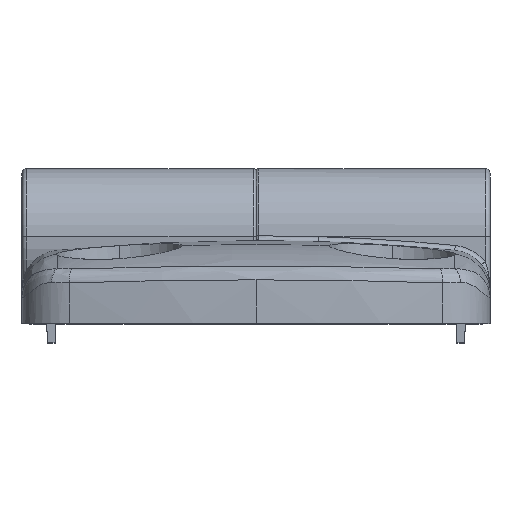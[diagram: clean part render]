
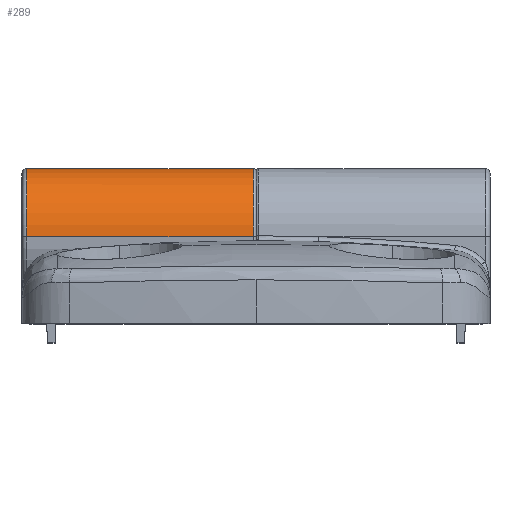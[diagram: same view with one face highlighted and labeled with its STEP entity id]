
A CAD part, top view. The second image highlights one B-rep face of the part: STEP entity #289.
In plain terms, the highlighted cylindrical face has radius 7 mm (diameter 14 mm), a partial arc.
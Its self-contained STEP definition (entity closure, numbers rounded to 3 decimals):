
#289=ADVANCED_FACE('NONE',(#756),#757,.T.);
#756=FACE_OUTER_BOUND('',#1414,.T.);
#757=CYLINDRICAL_SURFACE('',#1415,7.0);
#1414=EDGE_LOOP('',(#3407,#3408,#3409,#3410,#3411));
#1415=AXIS2_PLACEMENT_3D('',#3412,#3413,#3414);
#3407=ORIENTED_EDGE('',*,*,#4959,.F.);
#3408=ORIENTED_EDGE('',*,*,#4911,.T.);
#3409=ORIENTED_EDGE('',*,*,#5049,.T.);
#3410=ORIENTED_EDGE('',*,*,#5047,.T.);
#3411=ORIENTED_EDGE('',*,*,#4914,.T.);
#3412=CARTESIAN_POINT('',(24.0,0.0,0.0));
#3413=DIRECTION('',(1.0,0.0,-0.0));
#3414=DIRECTION('',(0.0,0.0,1.0));
#4911=EDGE_CURVE('NONE',#5618,#5622,#5624,.T.);
#4914=EDGE_CURVE('NONE',#5629,#5626,#5630,.T.);
#4959=EDGE_CURVE('NONE',#5618,#5626,#5705,.T.);
#5047=EDGE_CURVE('NONE',#5855,#5629,#5861,.T.);
#5049=EDGE_CURVE('NONE',#5622,#5855,#5863,.T.);
#5618=VERTEX_POINT('NONE',#6637);
#5622=VERTEX_POINT('NONE',#6641);
#5624=CIRCLE('',#6643,7.0);
#5626=VERTEX_POINT('NONE',#6645);
#5629=VERTEX_POINT('NONE',#6648);
#5630=CIRCLE('',#6649,7.0);
#5705=LINE('',#6834,#6835);
#5855=VERTEX_POINT('NONE',#7164);
#5861=LINE('',#7180,#7181);
#5863=B_SPLINE_CURVE_WITH_KNOTS('',3,(#7183,#7184,#7185,#7186),.UNSPECIFIED.,.F.,.F.,(4,4),(0.,0.006),.UNSPECIFIED.);
#6637=CARTESIAN_POINT('',(-0.3,0.0,7.0));
#6641=CARTESIAN_POINT('',(-0.3,0.093,-6.999));
#6643=AXIS2_PLACEMENT_3D('',#9323,#9324,#9325);
#6645=CARTESIAN_POINT('',(-23.5,0.0,7.0));
#6648=CARTESIAN_POINT('',(-23.5,0.0,-7.0));
#6649=AXIS2_PLACEMENT_3D('',#9329,#9330,#9331);
#6834=CARTESIAN_POINT('',(24.0,0.0,7.0));
#6835=VECTOR('',#9384,1000.0);
#7164=CARTESIAN_POINT('',(-6.459,0.0,-7.0));
#7180=CARTESIAN_POINT('',(24.0,0.0,-7.0));
#7181=VECTOR('',#9468,1000.0);
#7183=CARTESIAN_POINT('',(-0.3,0.093,-6.999));
#7184=CARTESIAN_POINT('',(-2.354,0.09,-6.999));
#7185=CARTESIAN_POINT('',(-4.407,0.059,-7.0));
#7186=CARTESIAN_POINT('',(-6.459,0.0,-7.0));
#9323=CARTESIAN_POINT('',(-0.3,0.0,0.0));
#9324=DIRECTION('',(-1.0,0.0,-0.0));
#9325=DIRECTION('',(0.0,0.,-1.0));
#9329=CARTESIAN_POINT('',(-23.5,0.0,0.0));
#9330=DIRECTION('',(1.0,0.0,0.0));
#9331=DIRECTION('',(0.0,0.0,-1.0));
#9384=DIRECTION('',(-1.0,-0.0,-0.0));
#9468=DIRECTION('',(-1.0,-0.0,-0.0));
